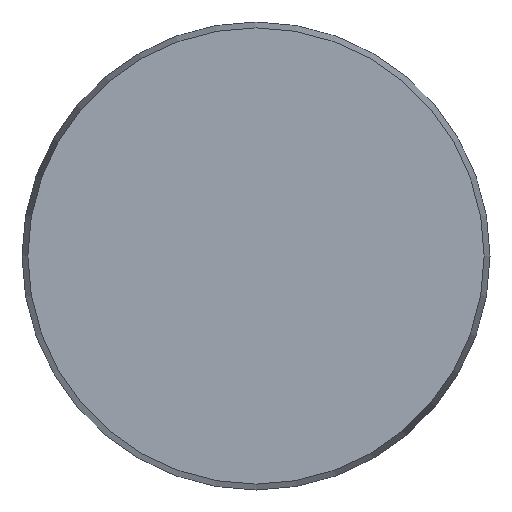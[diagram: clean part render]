
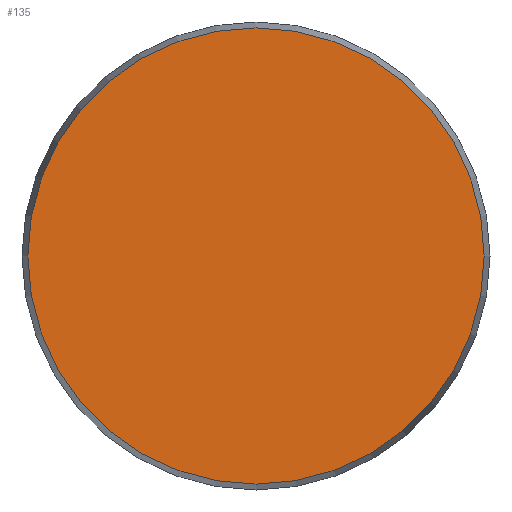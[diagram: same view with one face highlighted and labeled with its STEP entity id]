
A CAD part, front view. The second image highlights one B-rep face of the part: STEP entity #135.
In plain terms, the highlighted planar face has unit normal (0, -1, 0).
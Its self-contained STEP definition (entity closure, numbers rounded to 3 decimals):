
#135 = ADVANCED_FACE( '', ( #293 ), #294, .F. );
#293 = FACE_OUTER_BOUND( '', #466, .T. );
#294 = PLANE( '', #467 );
#466 = EDGE_LOOP( '', ( #842 ) );
#467 = AXIS2_PLACEMENT_3D( '', #843, #844, #845 );
#842 = ORIENTED_EDGE( '', *, *, #1069, .T. );
#843 = CARTESIAN_POINT( '', ( 58.5, 0., 0. ) );
#844 = DIRECTION( '', ( 0., 1., 0. ) );
#845 = DIRECTION( '', ( 0., 0., 1. ) );
#1069 = EDGE_CURVE( '', #1264, #1264, #1265, .T. );
#1264 = VERTEX_POINT( '', #1658 );
#1265 = CIRCLE( '', #1659, 58.5 );
#1658 = CARTESIAN_POINT( '', ( 0., 0., -58.5 ) );
#1659 = AXIS2_PLACEMENT_3D( '', #1927, #1928, #1929 );
#1927 = CARTESIAN_POINT( '', ( 0., 0., 0. ) );
#1928 = DIRECTION( '', ( 0., -1., 0. ) );
#1929 = DIRECTION( '', ( 0., 0., -1. ) );
